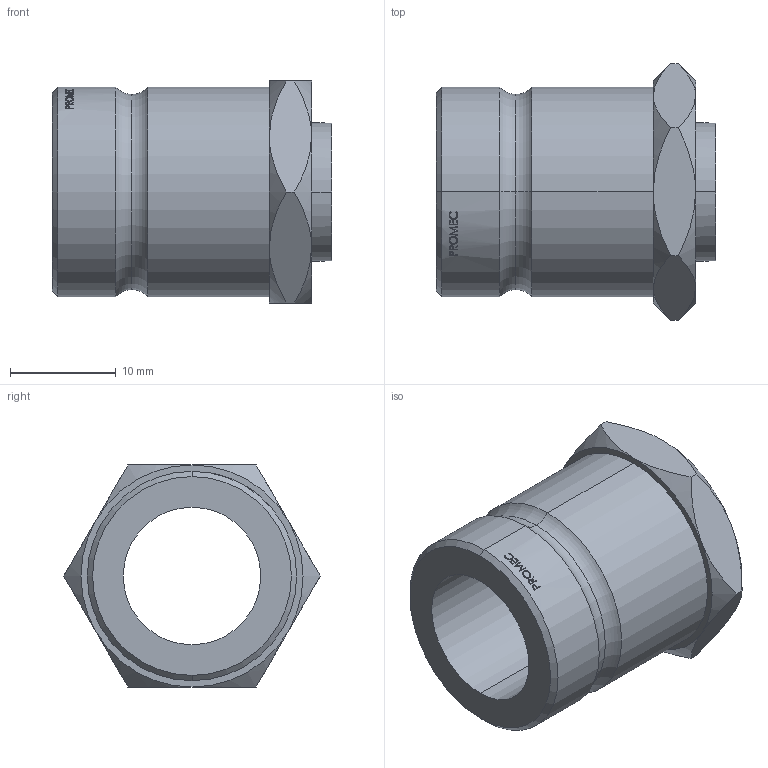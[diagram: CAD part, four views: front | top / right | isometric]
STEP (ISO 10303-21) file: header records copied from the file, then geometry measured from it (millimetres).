
FILE_DESCRIPTION (( 'STEP AP203' ), '1' );
FILE_NAME ('3b13.STEP', '2025-08-18T05:43:57', ( '' ), ( '' ), 'SwSTEP 2.0', 'SolidWorks 2019', '' );
FILE_SCHEMA (( 'CONFIG_CONTROL_DESIGN' ));
Length unit declared in the file: millimetre
Products named in the file (1): 3b13
Bounding box: 26.38 x 24.25 x 21 mm (x, y, z)
Volume: 4463 mm3; surface area: 3167.6 mm2
Topology: 1 solids, 1 shells, 118 faces, 298 edges, 192 vertices
Faces by surface type: bspline 42, plane 41, cone 16, cylinder 15, torus 4
Entity records: 5315 total; most frequent: CARTESIAN_POINT 2771, ORIENTED_EDGE 596, DIRECTION 368, EDGE_CURVE 298, VERTEX_POINT 192, B_SPLINE_CURVE_WITH_KNOTS 160, AXIS2_PLACEMENT_3D 153, EDGE_LOOP 130
